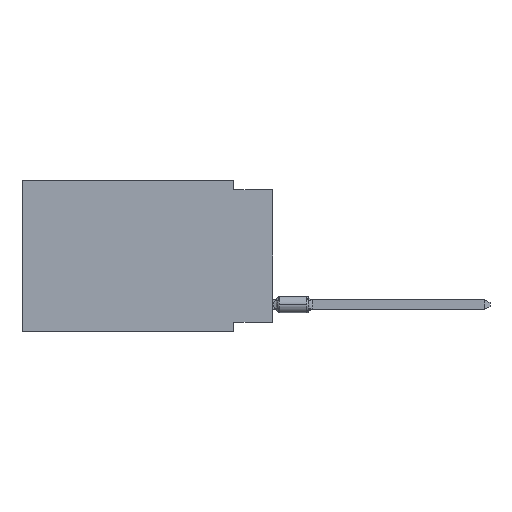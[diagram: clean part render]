
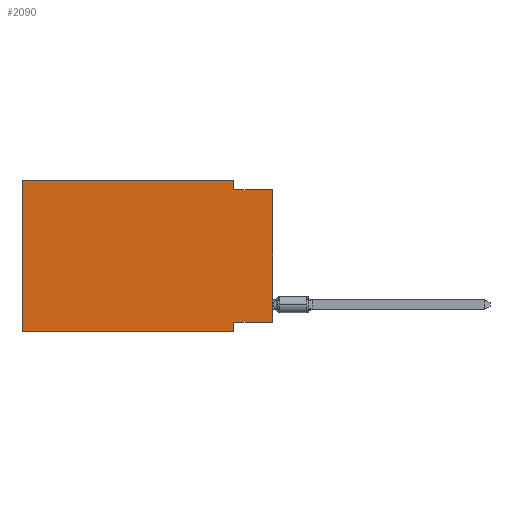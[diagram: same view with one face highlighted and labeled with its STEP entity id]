
A CAD part, left-side view. The second image highlights one B-rep face of the part: STEP entity #2090.
In plain terms, the highlighted planar face has unit normal (-1, 0, 0).
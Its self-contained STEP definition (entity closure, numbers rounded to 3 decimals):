
#320 = EDGE_CURVE ( 'NONE', #9137, #7619, #2718, .T. ) ;
#413 = CARTESIAN_POINT ( 'NONE',  ( 0., 0., -0.635 ) ) ;
#442 = ORIENTED_EDGE ( 'NONE', *, *, #320, .F. ) ;
#628 = CARTESIAN_POINT ( 'NONE',  ( 0., 0., 0. ) ) ;
#954 = VERTEX_POINT ( 'NONE', #14690 ) ;
#1336 = EDGE_CURVE ( 'NONE', #12378, #6413, #3274, .T. ) ;
#1358 = ORIENTED_EDGE ( 'NONE', *, *, #14976, .F. ) ;
#1393 = EDGE_CURVE ( 'NONE', #9137, #10966, #10681, .T. ) ;
#1985 = VECTOR ( 'NONE', #10041, 1000. ) ;
#2090 = ADVANCED_FACE ( 'NONE', ( #6660 ), #12293, .F. ) ;
#2305 = EDGE_CURVE ( 'NONE', #6228, #6413, #14768, .T. ) ;
#2311 = EDGE_CURVE ( 'NONE', #11844, #12378, #16068, .T. ) ;
#2620 = LINE ( 'NONE', #11287, #11371 ) ;
#2718 = LINE ( 'NONE', #11469, #7333 ) ;
#2759 = CARTESIAN_POINT ( 'NONE',  ( 0., 16.383, -9.906 ) ) ;
#3053 = CARTESIAN_POINT ( 'NONE',  ( 0., 16.383, 0. ) ) ;
#3274 = LINE ( 'NONE', #413, #12882 ) ;
#3428 = EDGE_CURVE ( 'NONE', #954, #10966, #8435, .T. ) ;
#3494 = DIRECTION ( 'NONE',  ( 0., 0., 1. ) ) ;
#3738 = CARTESIAN_POINT ( 'NONE',  ( 0., 2.54, 0. ) ) ;
#4537 = DIRECTION ( 'NONE',  ( 0., 1., 0. ) ) ;
#4968 = VECTOR ( 'NONE', #3494, 1000. ) ;
#5273 = DIRECTION ( 'NONE',  ( 1., 0., 0. ) ) ;
#5808 = CARTESIAN_POINT ( 'NONE',  ( 0., 2.54, -0.635 ) ) ;
#6062 = DIRECTION ( 'NONE',  ( 0., -1., 0. ) ) ;
#6228 = VERTEX_POINT ( 'NONE', #14968 ) ;
#6274 = DIRECTION ( 'NONE',  ( 0., 0., -1. ) ) ;
#6413 = VERTEX_POINT ( 'NONE', #16801 ) ;
#6633 = ORIENTED_EDGE ( 'NONE', *, *, #3428, .F. ) ;
#6660 = FACE_OUTER_BOUND ( 'NONE', #13788, .T. ) ;
#7333 = VECTOR ( 'NONE', #9824, 1000. ) ;
#7619 = VERTEX_POINT ( 'NONE', #3053 ) ;
#7626 = VECTOR ( 'NONE', #6274, 1000. ) ;
#8435 = LINE ( 'NONE', #14148, #17745 ) ;
#9137 = VERTEX_POINT ( 'NONE', #14630 ) ;
#9684 = AXIS2_PLACEMENT_3D ( 'NONE', #17932, #5273, #10910 ) ;
#9719 = DIRECTION ( 'NONE',  ( 0., 0., -1. ) ) ;
#9824 = DIRECTION ( 'NONE',  ( 0., 0., 1. ) ) ;
#10041 = DIRECTION ( 'NONE',  ( 0., -1., 0. ) ) ;
#10681 = LINE ( 'NONE', #2759, #1985 ) ;
#10765 = ORIENTED_EDGE ( 'NONE', *, *, #1336, .F. ) ;
#10910 = DIRECTION ( 'NONE',  ( 0., 0., -1. ) ) ;
#10966 = VERTEX_POINT ( 'NONE', #15018 ) ;
#11287 = CARTESIAN_POINT ( 'NONE',  ( 0., 16.383, 0. ) ) ;
#11340 = ORIENTED_EDGE ( 'NONE', *, *, #2311, .F. ) ;
#11371 = VECTOR ( 'NONE', #13878, 1000. ) ;
#11469 = CARTESIAN_POINT ( 'NONE',  ( 0., 16.383, 0. ) ) ;
#11844 = VERTEX_POINT ( 'NONE', #3738 ) ;
#12001 = CARTESIAN_POINT ( 'NONE',  ( 0., 2.54, 0. ) ) ;
#12293 = PLANE ( 'NONE',  #9684 ) ;
#12378 = VERTEX_POINT ( 'NONE', #5808 ) ;
#12882 = VECTOR ( 'NONE', #6062, 1000. ) ;
#13389 = ORIENTED_EDGE ( 'NONE', *, *, #1393, .T. ) ;
#13561 = ORIENTED_EDGE ( 'NONE', *, *, #2305, .T. ) ;
#13788 = EDGE_LOOP ( 'NONE', ( #13561, #10765, #11340, #14378, #442, #13389, #6633, #1358 ) ) ;
#13878 = DIRECTION ( 'NONE',  ( 0., -1., 0. ) ) ;
#14148 = CARTESIAN_POINT ( 'NONE',  ( 0., 2.54, -9.906 ) ) ;
#14256 = LINE ( 'NONE', #17118, #16548 ) ;
#14378 = ORIENTED_EDGE ( 'NONE', *, *, #16465, .F. ) ;
#14630 = CARTESIAN_POINT ( 'NONE',  ( 0., 16.383, -9.906 ) ) ;
#14690 = CARTESIAN_POINT ( 'NONE',  ( 0., 2.54, -9.271 ) ) ;
#14768 = LINE ( 'NONE', #628, #4968 ) ;
#14968 = CARTESIAN_POINT ( 'NONE',  ( 0., 0., -9.271 ) ) ;
#14976 = EDGE_CURVE ( 'NONE', #6228, #954, #14256, .T. ) ;
#15018 = CARTESIAN_POINT ( 'NONE',  ( 0., 2.54, -9.906 ) ) ;
#16068 = LINE ( 'NONE', #12001, #7626 ) ;
#16465 = EDGE_CURVE ( 'NONE', #7619, #11844, #2620, .T. ) ;
#16548 = VECTOR ( 'NONE', #4537, 1000. ) ;
#16801 = CARTESIAN_POINT ( 'NONE',  ( 0., 0., -0.635 ) ) ;
#17118 = CARTESIAN_POINT ( 'NONE',  ( 0., 0., -9.271 ) ) ;
#17745 = VECTOR ( 'NONE', #9719, 1000. ) ;
#17932 = CARTESIAN_POINT ( 'NONE',  ( 0., 16.383, 0. ) ) ;
